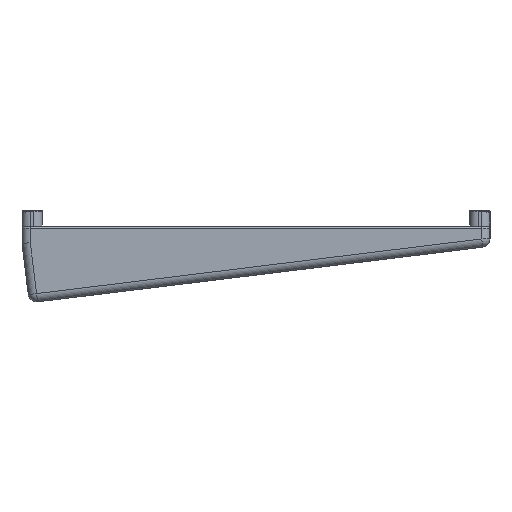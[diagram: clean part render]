
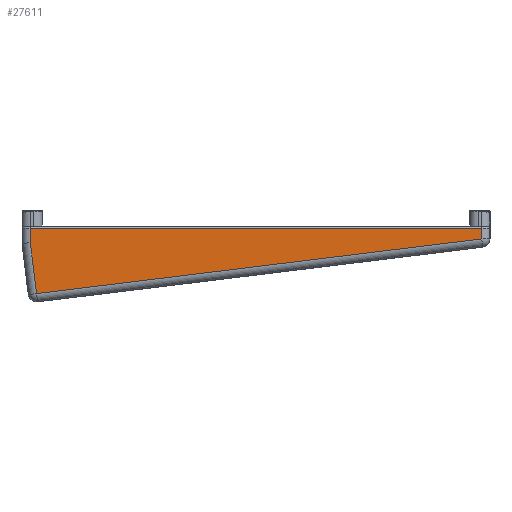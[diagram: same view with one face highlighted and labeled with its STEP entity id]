
A CAD part, left-side view. The second image highlights one B-rep face of the part: STEP entity #27611.
In plain terms, the highlighted planar face has unit normal (-1, 0, 0).
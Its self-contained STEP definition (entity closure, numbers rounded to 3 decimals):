
#2251=PLANE('',#29408);
#2797=FACE_OUTER_BOUND('',#4463,.T.);
#4463=EDGE_LOOP('',(#19148,#19149,#19150,#19151,#19152));
#6364=LINE('',#38689,#8506);
#6366=LINE('',#38706,#8508);
#6367=LINE('',#38710,#8509);
#6368=LINE('',#38712,#8510);
#6369=LINE('',#38713,#8511);
#8506=VECTOR('',#32011,10.);
#8508=VECTOR('',#32025,10.);
#8509=VECTOR('',#32030,10.);
#8510=VECTOR('',#32031,10.);
#8511=VECTOR('',#32032,10.);
#11638=VERTEX_POINT('',#38679);
#11640=VERTEX_POINT('',#38685);
#11644=VERTEX_POINT('',#38705);
#11645=VERTEX_POINT('',#38709);
#11646=VERTEX_POINT('',#38711);
#14530=EDGE_CURVE('',#11638,#11640,#6364,.T.);
#14536=EDGE_CURVE('',#11640,#11644,#6366,.T.);
#14538=EDGE_CURVE('',#11645,#11638,#6367,.T.);
#14539=EDGE_CURVE('',#11646,#11645,#6368,.T.);
#14540=EDGE_CURVE('',#11644,#11646,#6369,.T.);
#19148=ORIENTED_EDGE('',*,*,#14530,.F.);
#19149=ORIENTED_EDGE('',*,*,#14538,.F.);
#19150=ORIENTED_EDGE('',*,*,#14539,.F.);
#19151=ORIENTED_EDGE('',*,*,#14540,.F.);
#19152=ORIENTED_EDGE('',*,*,#14536,.F.);
#27611=ADVANCED_FACE('',(#2797),#2251,.F.);
#29408=AXIS2_PLACEMENT_3D('',#38708,#32028,#32029);
#32011=DIRECTION('',(0.,-1.,0.));
#32025=DIRECTION('',(0.,0.,-1.));
#32028=DIRECTION('center_axis',(1.,0.,0.));
#32029=DIRECTION('ref_axis',(0.,1.,0.));
#32030=DIRECTION('',(0.,0.,1.));
#32031=DIRECTION('',(0.,0.122,0.993));
#32032=DIRECTION('',(0.,0.993,-0.122));
#38679=CARTESIAN_POINT('',(-4.3,78.85,-7.25));
#38685=CARTESIAN_POINT('',(-4.3,-2.65,-7.25));
#38689=CARTESIAN_POINT('',(-4.3,59.225,-7.25));
#38705=CARTESIAN_POINT('',(-4.3,-2.65,-9.207));
#38706=CARTESIAN_POINT('',(-4.3,-2.65,-10.437));
#38708=CARTESIAN_POINT('Origin',(-4.3,38.1,-13.874));
#38709=CARTESIAN_POINT('',(-4.3,78.85,-9.908));
#38710=CARTESIAN_POINT('',(-4.3,78.85,-11.937));
#38711=CARTESIAN_POINT('',(-4.3,77.724,-19.076));
#38712=CARTESIAN_POINT('',(-4.3,77.653,-19.654));
#38713=CARTESIAN_POINT('',(-4.3,17.046,-11.625));
